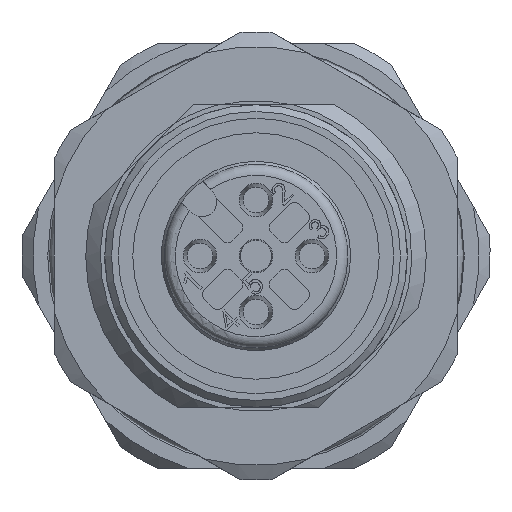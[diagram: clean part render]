
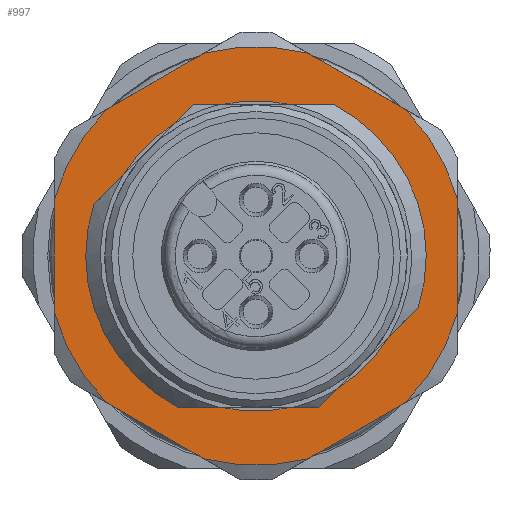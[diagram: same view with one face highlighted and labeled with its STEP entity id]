
A CAD part, left-side view. The second image highlights one B-rep face of the part: STEP entity #997.
In plain terms, the highlighted planar face has unit normal (-1, 0, 0).
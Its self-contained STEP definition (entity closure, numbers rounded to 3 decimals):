
#997=ADVANCED_FACE('',(#2384,#2385),#1224,.F.);
#1224=PLANE('',#6884);
#1344=LINE('',#9026,#1823);
#1352=LINE('',#9043,#1831);
#1356=LINE('',#9060,#1835);
#1363=LINE('',#9073,#1842);
#1367=LINE('',#9091,#1846);
#1371=LINE('',#9108,#1850);
#1379=LINE('',#9125,#1858);
#1382=LINE('',#9139,#1861);
#1578=LINE('',#11151,#2089);
#1579=LINE('',#11155,#2090);
#1580=LINE('',#11159,#2091);
#1581=LINE('',#11163,#2092);
#1582=LINE('',#11167,#2093);
#1583=LINE('',#11171,#2094);
#1823=VECTOR('',#7201,1.);
#1831=VECTOR('',#7209,1.);
#1835=VECTOR('',#7215,1.);
#1842=VECTOR('',#7222,1.);
#1846=VECTOR('',#7228,1.);
#1850=VECTOR('',#7232,1.);
#1858=VECTOR('',#7242,1.);
#1861=VECTOR('',#7245,1.);
#2089=VECTOR('',#8135,1.);
#2090=VECTOR('',#8138,1.);
#2091=VECTOR('',#8141,1.);
#2092=VECTOR('',#8144,1.);
#2093=VECTOR('',#8147,1.);
#2094=VECTOR('',#8150,1.);
#2384=FACE_BOUND('',#2679,.T.);
#2385=FACE_BOUND('',#2680,.T.);
#2679=EDGE_LOOP('',(#3979,#3980,#3981,#3982,#3983,#3984,#3985,#3986,#3987,
#3988,#3989,#3990));
#2680=EDGE_LOOP('',(#3991,#3992,#3993,#3994,#3995,#3996,#3997,#3998,#3999,
#4000,#4001,#4002,#4003,#4004));
#3979=ORIENTED_EDGE('',*,*,#5952,.F.);
#3980=ORIENTED_EDGE('',*,*,#5953,.F.);
#3981=ORIENTED_EDGE('',*,*,#5954,.F.);
#3982=ORIENTED_EDGE('',*,*,#5955,.F.);
#3983=ORIENTED_EDGE('',*,*,#5956,.F.);
#3984=ORIENTED_EDGE('',*,*,#5957,.F.);
#3985=ORIENTED_EDGE('',*,*,#5958,.F.);
#3986=ORIENTED_EDGE('',*,*,#5959,.F.);
#3987=ORIENTED_EDGE('',*,*,#5960,.F.);
#3988=ORIENTED_EDGE('',*,*,#5961,.F.);
#3989=ORIENTED_EDGE('',*,*,#5962,.F.);
#3990=ORIENTED_EDGE('',*,*,#5963,.F.);
#3991=ORIENTED_EDGE('',*,*,#5964,.F.);
#3992=ORIENTED_EDGE('',*,*,#5392,.T.);
#3993=ORIENTED_EDGE('',*,*,#5413,.T.);
#3994=ORIENTED_EDGE('',*,*,#5965,.F.);
#3995=ORIENTED_EDGE('',*,*,#5406,.T.);
#3996=ORIENTED_EDGE('',*,*,#5388,.T.);
#3997=ORIENTED_EDGE('',*,*,#5433,.F.);
#3998=ORIENTED_EDGE('',*,*,#5966,.F.);
#3999=ORIENTED_EDGE('',*,*,#5438,.F.);
#4000=ORIENTED_EDGE('',*,*,#5419,.F.);
#4001=ORIENTED_EDGE('',*,*,#5967,.F.);
#4002=ORIENTED_EDGE('',*,*,#5425,.F.);
#4003=ORIENTED_EDGE('',*,*,#5384,.T.);
#4004=ORIENTED_EDGE('',*,*,#5400,.T.);
#4736=VERTEX_POINT('',#9009);
#4737=VERTEX_POINT('',#9010);
#4740=VERTEX_POINT('',#9018);
#4741=VERTEX_POINT('',#9019);
#4744=VERTEX_POINT('',#9027);
#4745=VERTEX_POINT('',#9028);
#4752=VERTEX_POINT('',#9042);
#4757=VERTEX_POINT('',#9061);
#4762=VERTEX_POINT('',#9072);
#4767=VERTEX_POINT('',#9090);
#4768=VERTEX_POINT('',#9092);
#4773=VERTEX_POINT('',#9109);
#4780=VERTEX_POINT('',#9124);
#4784=VERTEX_POINT('',#9140);
#5127=VERTEX_POINT('',#11149);
#5128=VERTEX_POINT('',#11150);
#5129=VERTEX_POINT('',#11152);
#5130=VERTEX_POINT('',#11154);
#5131=VERTEX_POINT('',#11156);
#5132=VERTEX_POINT('',#11158);
#5133=VERTEX_POINT('',#11160);
#5134=VERTEX_POINT('',#11162);
#5135=VERTEX_POINT('',#11164);
#5136=VERTEX_POINT('',#11166);
#5137=VERTEX_POINT('',#11168);
#5138=VERTEX_POINT('',#11170);
#5384=EDGE_CURVE('',#4736,#4737,#6265,.T.);
#5388=EDGE_CURVE('',#4740,#4741,#6267,.T.);
#5392=EDGE_CURVE('',#4744,#4745,#1344,.T.);
#5400=EDGE_CURVE('',#4737,#4752,#1352,.T.);
#5406=EDGE_CURVE('',#4757,#4740,#1356,.T.);
#5413=EDGE_CURVE('',#4745,#4762,#1363,.T.);
#5419=EDGE_CURVE('',#4767,#4768,#1367,.T.);
#5425=EDGE_CURVE('',#4736,#4773,#1371,.T.);
#5433=EDGE_CURVE('',#4780,#4741,#1379,.T.);
#5438=EDGE_CURVE('',#4768,#4784,#1382,.T.);
#5952=EDGE_CURVE('',#5127,#5128,#6415,.T.);
#5953=EDGE_CURVE('',#5129,#5127,#1578,.T.);
#5954=EDGE_CURVE('',#5130,#5129,#6416,.T.);
#5955=EDGE_CURVE('',#5131,#5130,#1579,.T.);
#5956=EDGE_CURVE('',#5132,#5131,#6417,.T.);
#5957=EDGE_CURVE('',#5133,#5132,#1580,.T.);
#5958=EDGE_CURVE('',#5134,#5133,#6418,.T.);
#5959=EDGE_CURVE('',#5135,#5134,#1581,.T.);
#5960=EDGE_CURVE('',#5136,#5135,#6419,.T.);
#5961=EDGE_CURVE('',#5137,#5136,#1582,.T.);
#5962=EDGE_CURVE('',#5138,#5137,#6420,.T.);
#5963=EDGE_CURVE('',#5128,#5138,#1583,.T.);
#5964=EDGE_CURVE('',#4744,#4752,#6421,.T.);
#5965=EDGE_CURVE('',#4757,#4762,#6422,.T.);
#5966=EDGE_CURVE('',#4784,#4780,#6423,.T.);
#5967=EDGE_CURVE('',#4773,#4767,#6424,.T.);
#6265=CIRCLE('',#6535,7.6);
#6267=CIRCLE('',#6538,7.6);
#6415=CIRCLE('',#6874,9.346);
#6416=CIRCLE('',#6875,9.346);
#6417=CIRCLE('',#6876,9.346);
#6418=CIRCLE('',#6877,9.346);
#6419=CIRCLE('',#6878,9.346);
#6420=CIRCLE('',#6879,9.346);
#6421=CIRCLE('',#6880,6.93);
#6422=CIRCLE('',#6881,6.93);
#6423=CIRCLE('',#6882,6.93);
#6424=CIRCLE('',#6883,6.93);
#6535=AXIS2_PLACEMENT_3D('',#9008,#7185,#7186);
#6538=AXIS2_PLACEMENT_3D('',#9017,#7193,#7194);
#6874=AXIS2_PLACEMENT_3D('',#11148,#8133,#8134);
#6875=AXIS2_PLACEMENT_3D('',#11153,#8136,#8137);
#6876=AXIS2_PLACEMENT_3D('',#11157,#8139,#8140);
#6877=AXIS2_PLACEMENT_3D('',#11161,#8142,#8143);
#6878=AXIS2_PLACEMENT_3D('',#11165,#8145,#8146);
#6879=AXIS2_PLACEMENT_3D('',#11169,#8148,#8149);
#6880=AXIS2_PLACEMENT_3D('',#11172,#8151,#8152);
#6881=AXIS2_PLACEMENT_3D('',#11173,#8153,#8154);
#6882=AXIS2_PLACEMENT_3D('',#11174,#8155,#8156);
#6883=AXIS2_PLACEMENT_3D('',#11175,#8157,#8158);
#6884=AXIS2_PLACEMENT_3D('',#11176,#8159,#8160);
#7185=DIRECTION('',(1.,0.,0.));
#7186=DIRECTION('',(0.,0.,-1.));
#7193=DIRECTION('',(1.,0.,0.));
#7194=DIRECTION('',(0.,0.,-1.));
#7201=DIRECTION('',(0.,-0.707,0.707));
#7209=DIRECTION('',(0.,-0.707,0.707));
#7215=DIRECTION('',(0.,-1.,0.));
#7222=DIRECTION('',(0.,-1.,0.));
#7228=DIRECTION('',(0.,-1.,0.));
#7232=DIRECTION('',(0.,-1.,0.));
#7242=DIRECTION('',(0.,-0.707,0.707));
#7245=DIRECTION('',(0.,-0.707,0.707));
#8133=DIRECTION('',(1.,0.,0.));
#8134=DIRECTION('',(0.,-1.,0.));
#8135=DIRECTION('',(0.,0.,-1.));
#8136=DIRECTION('',(1.,0.,0.));
#8137=DIRECTION('',(0.,-1.,0.));
#8138=DIRECTION('',(0.,-0.866,-0.5));
#8139=DIRECTION('',(1.,0.,0.));
#8140=DIRECTION('',(0.,-1.,0.));
#8141=DIRECTION('',(0.,-0.866,0.5));
#8142=DIRECTION('',(1.,0.,0.));
#8143=DIRECTION('',(0.,-1.,0.));
#8144=DIRECTION('',(0.,0.,1.));
#8145=DIRECTION('',(1.,0.,0.));
#8146=DIRECTION('',(0.,-1.,0.));
#8147=DIRECTION('',(0.,0.866,0.5));
#8148=DIRECTION('',(1.,0.,0.));
#8149=DIRECTION('',(0.,-1.,0.));
#8150=DIRECTION('',(0.,0.866,-0.5));
#8151=DIRECTION('',(-1.,0.,0.));
#8152=DIRECTION('',(0.,0.,-1.));
#8153=DIRECTION('',(-1.,0.,0.));
#8154=DIRECTION('',(0.,0.,-1.));
#8155=DIRECTION('',(-1.,0.,0.));
#8156=DIRECTION('',(0.,0.,-1.));
#8157=DIRECTION('',(-1.,0.,0.));
#8158=DIRECTION('',(0.,0.,-1.));
#8159=DIRECTION('',(1.,0.,0.));
#8160=DIRECTION('',(0.,-1.,0.));
#9008=CARTESIAN_POINT('',(9.5,0.,0.));
#9009=CARTESIAN_POINT('',(9.5,3.492,-6.75));
#9010=CARTESIAN_POINT('',(9.5,7.243,2.303));
#9017=CARTESIAN_POINT('',(9.5,0.,0.));
#9018=CARTESIAN_POINT('',(9.5,-3.492,6.75));
#9019=CARTESIAN_POINT('',(9.5,-7.243,-2.303));
#9026=CARTESIAN_POINT('',(9.5,8.835,0.711));
#9027=CARTESIAN_POINT('',(9.5,3.663,5.883));
#9028=CARTESIAN_POINT('',(9.5,2.796,6.75));
#9042=CARTESIAN_POINT('',(9.5,5.883,3.663));
#9043=CARTESIAN_POINT('',(9.5,8.835,0.711));
#9060=CARTESIAN_POINT('',(9.5,2.796,6.75));
#9061=CARTESIAN_POINT('',(9.5,-1.569,6.75));
#9072=CARTESIAN_POINT('',(9.5,1.569,6.75));
#9073=CARTESIAN_POINT('',(9.5,2.796,6.75));
#9090=CARTESIAN_POINT('',(9.5,-1.569,-6.75));
#9091=CARTESIAN_POINT('',(9.5,5.744,-6.75));
#9092=CARTESIAN_POINT('',(9.5,-2.796,-6.75));
#9108=CARTESIAN_POINT('',(9.5,5.744,-6.75));
#9109=CARTESIAN_POINT('',(9.5,1.569,-6.75));
#9124=CARTESIAN_POINT('',(9.5,-5.883,-3.663));
#9125=CARTESIAN_POINT('',(9.5,-2.796,-6.75));
#9139=CARTESIAN_POINT('',(9.5,-2.796,-6.75));
#9140=CARTESIAN_POINT('',(9.5,-3.663,-5.883));
#11148=CARTESIAN_POINT('',(9.5,0.,0.));
#11149=CARTESIAN_POINT('',(9.5,-9.,-2.521));
#11150=CARTESIAN_POINT('',(9.5,-6.683,-6.534));
#11151=CARTESIAN_POINT('',(9.5,-9.,4.359));
#11152=CARTESIAN_POINT('',(9.5,-9.,2.521));
#11153=CARTESIAN_POINT('',(9.5,0.,0.));
#11154=CARTESIAN_POINT('',(9.5,-6.683,6.534));
#11155=CARTESIAN_POINT('',(9.5,-0.725,9.974));
#11156=CARTESIAN_POINT('',(9.5,-2.317,9.055));
#11157=CARTESIAN_POINT('',(9.5,0.,0.));
#11158=CARTESIAN_POINT('',(9.5,2.317,9.055));
#11159=CARTESIAN_POINT('',(9.5,8.275,5.615));
#11160=CARTESIAN_POINT('',(9.5,6.683,6.534));
#11161=CARTESIAN_POINT('',(9.5,0.,0.));
#11162=CARTESIAN_POINT('',(9.5,9.,2.521));
#11163=CARTESIAN_POINT('',(9.5,9.,-4.359));
#11164=CARTESIAN_POINT('',(9.5,9.,-2.521));
#11165=CARTESIAN_POINT('',(9.5,0.,0.));
#11166=CARTESIAN_POINT('',(9.5,6.683,-6.534));
#11167=CARTESIAN_POINT('',(9.5,0.725,-9.974));
#11168=CARTESIAN_POINT('',(9.5,2.317,-9.055));
#11169=CARTESIAN_POINT('',(9.5,0.,0.));
#11170=CARTESIAN_POINT('',(9.5,-2.317,-9.055));
#11171=CARTESIAN_POINT('',(9.5,-8.275,-5.615));
#11172=CARTESIAN_POINT('',(9.5,0.,0.));
#11173=CARTESIAN_POINT('',(9.5,0.,0.));
#11174=CARTESIAN_POINT('',(9.5,0.,0.));
#11175=CARTESIAN_POINT('',(9.5,0.,0.));
#11176=CARTESIAN_POINT('',(9.5,0.,0.));
